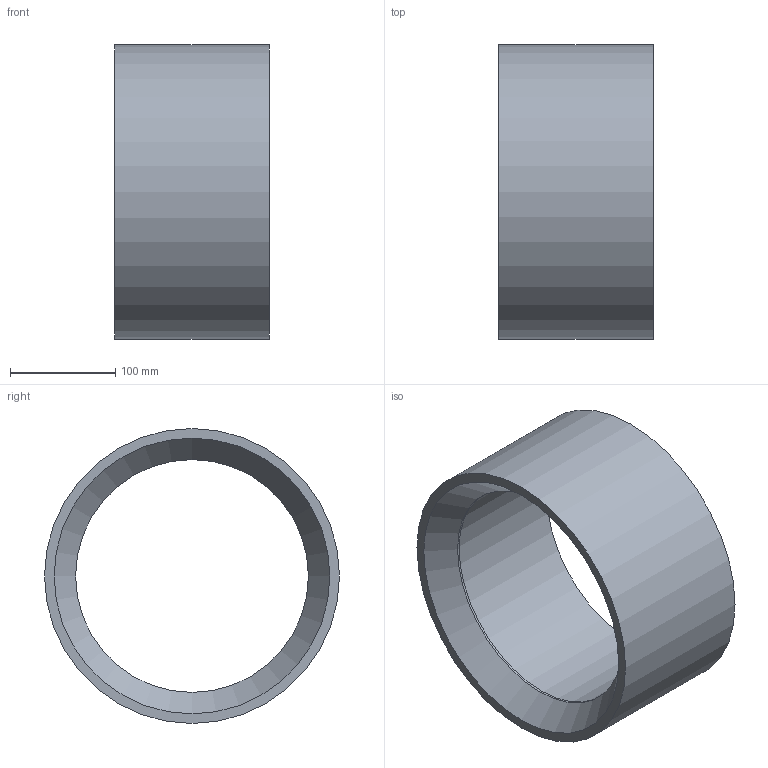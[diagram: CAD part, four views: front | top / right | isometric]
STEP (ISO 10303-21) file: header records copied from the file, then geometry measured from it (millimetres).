
FILE_DESCRIPTION(/* description */ (''),/* implementation_level */ '2;1');
FILE_NAME(/* name */ 'RB90280Q.stp',/* time_stamp */ '2017-03-13T16:52:47+01:00',/* author */ ('Gabriele'),/* organization */ (''),/* preprocessor_version */ 'ST-DEVELOPER v16.5',/* originating_system */ 'Autodesk Inventor 2017',/* authorisation */ '');
FILE_SCHEMA (('AUTOMOTIVE_DESIGN { 1 0 10303 214 3 1 1 }'));
Length unit declared in the file: millimetre
Products named in the file (1): RB90280Q
Bounding box: 147 x 280 x 280 mm (x, y, z)
Volume: 2128670.3 mm3; surface area: 478037.6 mm2
Topology: 1 solids, 1 shells, 11 faces, 18 edges, 11 vertices
Faces by surface type: cylinder 5, plane 4, cone 2
Full cylindrical faces by diameter (mm): 221 x1, 225 x1, 243.333 x1, 261.667 x1, 280 x1
Entity records: 252 total; most frequent: DIRECTION 46, CARTESIAN_POINT 34, AXIS2_PLACEMENT_3D 23, EDGE_LOOP 22, ORIENTED_EDGE 22, FACE_BOUND 11, FACE_OUTER_BOUND 11, CIRCLE 11
